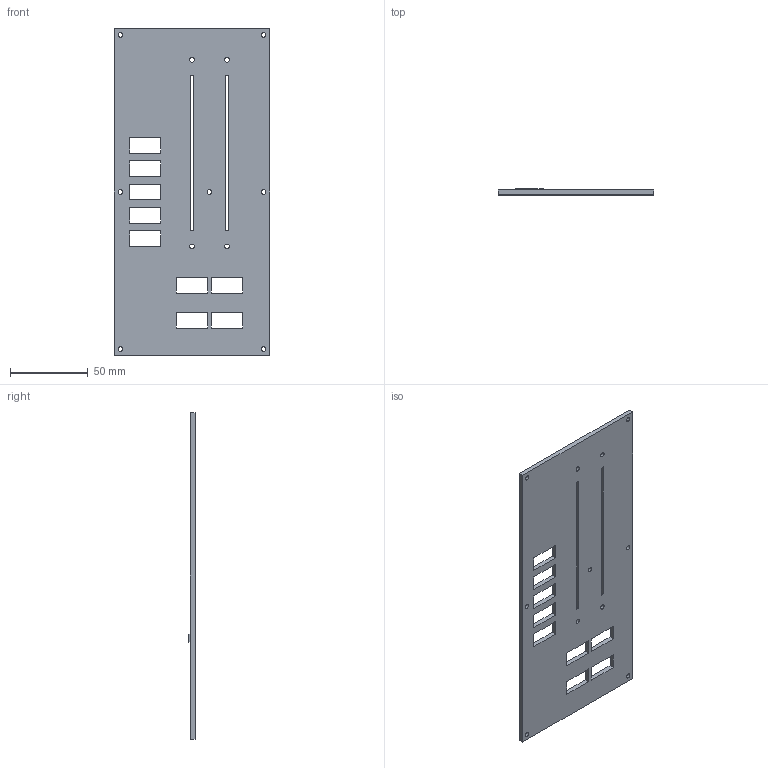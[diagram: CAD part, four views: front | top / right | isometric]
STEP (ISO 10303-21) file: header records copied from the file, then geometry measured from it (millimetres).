
FILE_DESCRIPTION (( 'STEP AP214' ), '1' );
FILE_NAME ('Panel 2.STEP', '2024-12-20T08:13:25', ( '' ), ( '' ), 'SwSTEP 2.0', 'SolidWorks 2023', '' );
FILE_SCHEMA (( 'AUTOMOTIVE_DESIGN' ));
Length unit declared in the file: millimetre
Products named in the file (1): Panel 2
Bounding box: 100 x 4 x 210 mm (x, y, z)
Volume: 56190.9 mm3; surface area: 42562.1 mm2
Topology: 1 solids, 1 shells, 128 faces, 360 edges, 240 vertices
Faces by surface type: plane 91, cylinder 22, bspline 15
Entity records: 5157 total; most frequent: CARTESIAN_POINT 1792, ORIENTED_EDGE 720, DIRECTION 602, EDGE_CURVE 360, VECTOR 286, LINE 286, VERTEX_POINT 240, EDGE_LOOP 178
